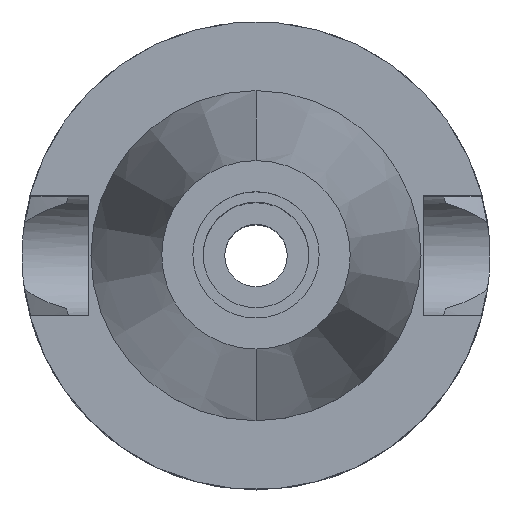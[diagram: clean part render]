
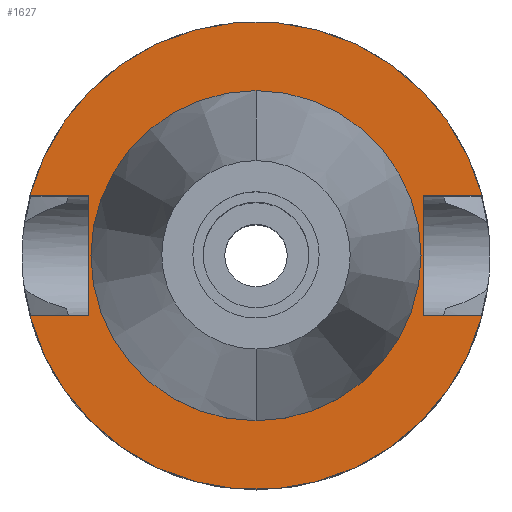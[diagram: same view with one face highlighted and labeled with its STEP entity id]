
A CAD part, top view. The second image highlights one B-rep face of the part: STEP entity #1627.
In plain terms, the highlighted planar face has unit normal (0, 0, 1).
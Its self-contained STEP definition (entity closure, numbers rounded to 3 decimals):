
#60 = DIRECTION ( 'NONE',  ( 0., 1., 0. ) ) ;
#82 = VERTEX_POINT ( 'NONE', #2651 ) ;
#110 = ORIENTED_EDGE ( 'NONE', *, *, #869, .F. ) ;
#128 = CARTESIAN_POINT ( 'NONE',  ( 22.5, 8.05, -2. ) ) ;
#131 = VECTOR ( 'NONE', #3135, 1000. ) ;
#136 = ORIENTED_EDGE ( 'NONE', *, *, #1560, .F. ) ;
#166 = EDGE_CURVE ( 'NONE', #1822, #1641, #1095, .T. ) ;
#180 = CIRCLE ( 'NONE', #627, 31.5 ) ;
#229 = CARTESIAN_POINT ( 'NONE',  ( 0., 22.225, -2. ) ) ;
#304 = CARTESIAN_POINT ( 'NONE',  ( 22.5, 8.05, -2. ) ) ;
#363 = DIRECTION ( 'NONE',  ( 1., 0., 0. ) ) ;
#499 = CARTESIAN_POINT ( 'NONE',  ( 0., 0., -2. ) ) ;
#538 = CARTESIAN_POINT ( 'NONE',  ( -22.5, 8.05, -2. ) ) ;
#553 = DIRECTION ( 'NONE',  ( 1., 0., 0. ) ) ;
#568 = ORIENTED_EDGE ( 'NONE', *, *, #1067, .F. ) ;
#615 = ORIENTED_EDGE ( 'NONE', *, *, #2050, .T. ) ;
#619 = VERTEX_POINT ( 'NONE', #1066 ) ;
#627 = AXIS2_PLACEMENT_3D ( 'NONE', #499, #738, #1012 ) ;
#649 = ORIENTED_EDGE ( 'NONE', *, *, #970, .T. ) ;
#738 = DIRECTION ( 'NONE',  ( 0., 0., -1. ) ) ;
#787 = CARTESIAN_POINT ( 'NONE',  ( 0., 0., -2. ) ) ;
#806 = DIRECTION ( 'NONE',  ( 0., 0., 1. ) ) ;
#807 = EDGE_CURVE ( 'NONE', #1641, #1468, #1737, .T. ) ;
#869 = EDGE_CURVE ( 'NONE', #619, #3315, #1205, .T. ) ;
#942 = CARTESIAN_POINT ( 'NONE',  ( -22.5, -8.05, -2. ) ) ;
#949 = EDGE_LOOP ( 'NONE', ( #649, #568, #3062, #3130, #615, #2063, #1043, #110 ) ) ;
#970 = EDGE_CURVE ( 'NONE', #619, #2661, #977, .T. ) ;
#977 = LINE ( 'NONE', #942, #1671 ) ;
#1012 = DIRECTION ( 'NONE',  ( 0., -1., 0. ) ) ;
#1024 = CARTESIAN_POINT ( 'NONE',  ( 0., 0., -2. ) ) ;
#1043 = ORIENTED_EDGE ( 'NONE', *, *, #1975, .F. ) ;
#1053 = FACE_OUTER_BOUND ( 'NONE', #949, .T. ) ;
#1066 = CARTESIAN_POINT ( 'NONE',  ( -22.5, -8.05, -2. ) ) ;
#1067 = EDGE_CURVE ( 'NONE', #1468, #2661, #180, .T. ) ;
#1081 = AXIS2_PLACEMENT_3D ( 'NONE', #1024, #2725, #1324 ) ;
#1095 = LINE ( 'NONE', #1381, #2925 ) ;
#1175 = EDGE_CURVE ( 'NONE', #2946, #3384, #2824, .T. ) ;
#1205 = LINE ( 'NONE', #2390, #131 ) ;
#1304 = CARTESIAN_POINT ( 'NONE',  ( 0., 0., -2. ) ) ;
#1324 = DIRECTION ( 'NONE',  ( 0., 1., 0. ) ) ;
#1334 = CARTESIAN_POINT ( 'NONE',  ( 22.5, -8.05, -2. ) ) ;
#1342 = DIRECTION ( 'NONE',  ( 0., -1., 0. ) ) ;
#1381 = CARTESIAN_POINT ( 'NONE',  ( 22.5, 8.05, -2. ) ) ;
#1443 = CIRCLE ( 'NONE', #1795, 31.5 ) ;
#1468 = VERTEX_POINT ( 'NONE', #2598 ) ;
#1516 = ORIENTED_EDGE ( 'NONE', *, *, #1175, .F. ) ;
#1560 = EDGE_CURVE ( 'NONE', #3384, #2946, #1991, .T. ) ;
#1627 = ADVANCED_FACE ( 'NONE', ( #1053, #3274 ), #2402, .F. ) ;
#1641 = VERTEX_POINT ( 'NONE', #1334 ) ;
#1671 = VECTOR ( 'NONE', #3154, 1000. ) ;
#1690 = DIRECTION ( 'NONE',  ( 0., 0., -1. ) ) ;
#1737 = LINE ( 'NONE', #3097, #1870 ) ;
#1795 = AXIS2_PLACEMENT_3D ( 'NONE', #3066, #1690, #60 ) ;
#1822 = VERTEX_POINT ( 'NONE', #128 ) ;
#1870 = VECTOR ( 'NONE', #363, 1000. ) ;
#1910 = DIRECTION ( 'NONE',  ( 0., -1., 0. ) ) ;
#1921 = LINE ( 'NONE', #304, #2740 ) ;
#1975 = EDGE_CURVE ( 'NONE', #3315, #82, #2194, .T. ) ;
#1991 = CIRCLE ( 'NONE', #2166, 22.225 ) ;
#2050 = EDGE_CURVE ( 'NONE', #1822, #2916, #1921, .T. ) ;
#2063 = ORIENTED_EDGE ( 'NONE', *, *, #2719, .F. ) ;
#2166 = AXIS2_PLACEMENT_3D ( 'NONE', #1304, #806, #1910 ) ;
#2194 = LINE ( 'NONE', #538, #2798 ) ;
#2354 = CARTESIAN_POINT ( 'NONE',  ( -22.5, 8.05, -2. ) ) ;
#2390 = CARTESIAN_POINT ( 'NONE',  ( -22.5, -8.05, -2. ) ) ;
#2402 = PLANE ( 'NONE',  #3088 ) ;
#2598 = CARTESIAN_POINT ( 'NONE',  ( 30.454, -8.05, -2. ) ) ;
#2638 = EDGE_LOOP ( 'NONE', ( #1516, #136 ) ) ;
#2651 = CARTESIAN_POINT ( 'NONE',  ( -30.454, 8.05, -2. ) ) ;
#2661 = VERTEX_POINT ( 'NONE', #3049 ) ;
#2670 = DIRECTION ( 'NONE',  ( 0., -1., 0. ) ) ;
#2719 = EDGE_CURVE ( 'NONE', #82, #2916, #1443, .T. ) ;
#2725 = DIRECTION ( 'NONE',  ( 0., 0., 1. ) ) ;
#2740 = VECTOR ( 'NONE', #553, 1000. ) ;
#2798 = VECTOR ( 'NONE', #3283, 1000. ) ;
#2824 = CIRCLE ( 'NONE', #1081, 22.225 ) ;
#2902 = CARTESIAN_POINT ( 'NONE',  ( 30.454, 8.05, -2. ) ) ;
#2916 = VERTEX_POINT ( 'NONE', #2902 ) ;
#2925 = VECTOR ( 'NONE', #1342, 1000. ) ;
#2946 = VERTEX_POINT ( 'NONE', #229 ) ;
#3049 = CARTESIAN_POINT ( 'NONE',  ( -30.454, -8.05, -2. ) ) ;
#3062 = ORIENTED_EDGE ( 'NONE', *, *, #807, .F. ) ;
#3066 = CARTESIAN_POINT ( 'NONE',  ( 0., 0., -2. ) ) ;
#3088 = AXIS2_PLACEMENT_3D ( 'NONE', #787, #3218, #2670 ) ;
#3097 = CARTESIAN_POINT ( 'NONE',  ( 22.5, -8.05, -2. ) ) ;
#3130 = ORIENTED_EDGE ( 'NONE', *, *, #166, .F. ) ;
#3135 = DIRECTION ( 'NONE',  ( 0., 1., 0. ) ) ;
#3154 = DIRECTION ( 'NONE',  ( -1., 0., 0. ) ) ;
#3218 = DIRECTION ( 'NONE',  ( 0., 0., -1. ) ) ;
#3274 = FACE_BOUND ( 'NONE', #2638, .T. ) ;
#3283 = DIRECTION ( 'NONE',  ( -1., 0., 0. ) ) ;
#3315 = VERTEX_POINT ( 'NONE', #2354 ) ;
#3384 = VERTEX_POINT ( 'NONE', #3460 ) ;
#3460 = CARTESIAN_POINT ( 'NONE',  ( 0., -22.225, -2. ) ) ;
